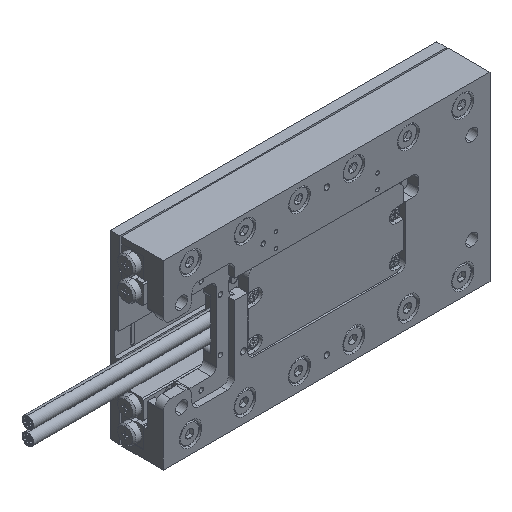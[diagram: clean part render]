
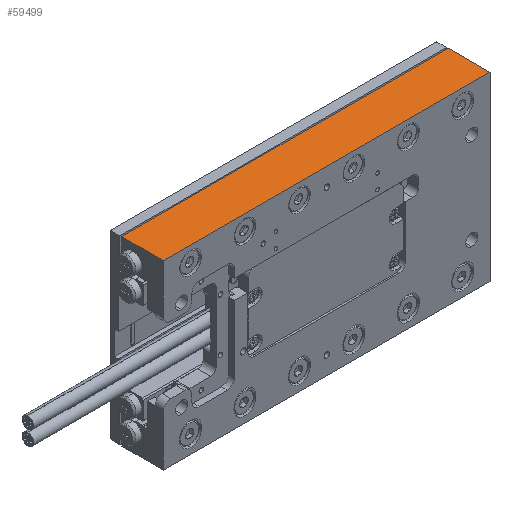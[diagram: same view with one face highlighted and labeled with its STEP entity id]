
A CAD part, isometric view. The second image highlights one B-rep face of the part: STEP entity #59499.
In plain terms, the highlighted planar face has unit normal (0, 0, 1).
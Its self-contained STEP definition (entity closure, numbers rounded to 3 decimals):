
#635 = ORIENTED_EDGE ( 'NONE', *, *, #24149, .F. ) ;
#1449 = ORIENTED_EDGE ( 'NONE', *, *, #64646, .F. ) ;
#2680 = VECTOR ( 'NONE', #41965, 1000. ) ;
#3142 = ORIENTED_EDGE ( 'NONE', *, *, #41029, .T. ) ;
#5216 = AXIS2_PLACEMENT_3D ( 'NONE', #20478, #71347, #19346 ) ;
#6862 = CARTESIAN_POINT ( 'NONE',  ( 45., 0., 25. ) ) ;
#7460 = CARTESIAN_POINT ( 'NONE',  ( 45., 5.5, 25. ) ) ;
#9399 = EDGE_LOOP ( 'NONE', ( #35190, #1449, #635, #3142 ) ) ;
#19346 = DIRECTION ( 'NONE',  ( -1., 0., 0. ) ) ;
#19589 = DIRECTION ( 'NONE',  ( 0., -1., 0. ) ) ;
#20478 = CARTESIAN_POINT ( 'NONE',  ( -45., 5.5, 25. ) ) ;
#21390 = VERTEX_POINT ( 'NONE', #45182 ) ;
#24149 = EDGE_CURVE ( 'NONE', #42614, #36443, #45659, .T. ) ;
#24153 = VECTOR ( 'NONE', #19589, 1000. ) ;
#35190 = ORIENTED_EDGE ( 'NONE', *, *, #35926, .T. ) ;
#35926 = EDGE_CURVE ( 'NONE', #21390, #54580, #40944, .T. ) ;
#36039 = DIRECTION ( 'NONE',  ( 1., 0., 0. ) ) ;
#36443 = VERTEX_POINT ( 'NONE', #53850 ) ;
#37804 = CARTESIAN_POINT ( 'NONE',  ( -45., 5.5, 25. ) ) ;
#39575 = CARTESIAN_POINT ( 'NONE',  ( -45., 11.5, 25. ) ) ;
#40681 = DIRECTION ( 'NONE',  ( 1., 0., 0. ) ) ;
#40944 = LINE ( 'NONE', #64072, #64073 ) ;
#41029 = EDGE_CURVE ( 'NONE', #42614, #21390, #59860, .T. ) ;
#41965 = DIRECTION ( 'NONE',  ( 0., -1., 0. ) ) ;
#42614 = VERTEX_POINT ( 'NONE', #39575 ) ;
#42871 = FACE_OUTER_BOUND ( 'NONE', #9399, .T. ) ;
#45182 = CARTESIAN_POINT ( 'NONE',  ( -45., 0., 25. ) ) ;
#45659 = LINE ( 'NONE', #58529, #63725 ) ;
#53850 = CARTESIAN_POINT ( 'NONE',  ( 45., 11.5, 25. ) ) ;
#53907 = PLANE ( 'NONE',  #5216 ) ;
#54580 = VERTEX_POINT ( 'NONE', #6862 ) ;
#58529 = CARTESIAN_POINT ( 'NONE',  ( -51.357, 11.5, 25. ) ) ;
#59499 = ADVANCED_FACE ( 'NONE', ( #42871 ), #53907, .F. ) ;
#59860 = LINE ( 'NONE', #37804, #24153 ) ;
#63725 = VECTOR ( 'NONE', #40681, 1000. ) ;
#64072 = CARTESIAN_POINT ( 'NONE',  ( -45., 0., 25. ) ) ;
#64073 = VECTOR ( 'NONE', #36039, 1000. ) ;
#64646 = EDGE_CURVE ( 'NONE', #36443, #54580, #65086, .T. ) ;
#65086 = LINE ( 'NONE', #7460, #2680 ) ;
#71347 = DIRECTION ( 'NONE',  ( 0., 0., -1. ) ) ;
